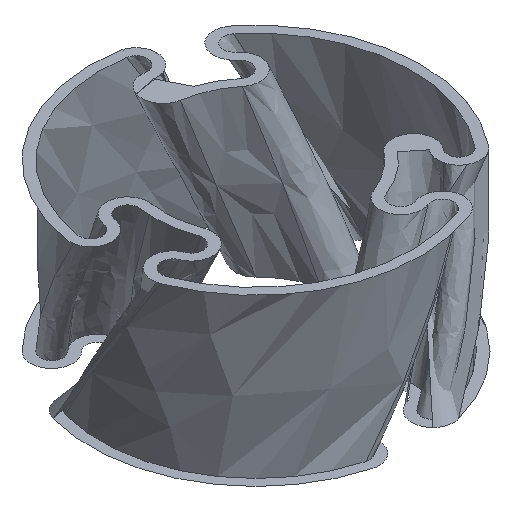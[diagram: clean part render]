
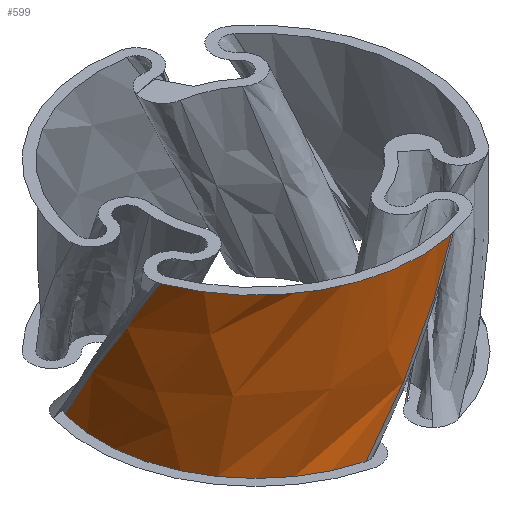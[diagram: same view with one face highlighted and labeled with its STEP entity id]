
A CAD part, isometric view. The second image highlights one B-rep face of the part: STEP entity #599.
In plain terms, the highlighted free-form (B-spline) face has degree [3, 3] with [6, 5] control points.
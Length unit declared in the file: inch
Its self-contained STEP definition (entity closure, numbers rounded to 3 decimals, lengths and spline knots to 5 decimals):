
#510=CARTESIAN_POINT('',(0.1686,-0.43922,0.5));
#511=VERTEX_POINT('',#510);
#520=CARTESIAN_POINT('',(-0.12177,-0.45444,0.0));
#521=VERTEX_POINT('',#520);
#529=CARTESIAN_POINT('',(-0.12177,-0.45444,0.0));
#530=CARTESIAN_POINT('',(-0.02659,-0.47994,0.16667));
#531=CARTESIAN_POINT('',(0.07661,-0.47454,0.33333));
#532=CARTESIAN_POINT('',(0.1686,-0.43922,0.5));
#533=B_SPLINE_CURVE_WITH_KNOTS('',3,(#529,#530,#531,#532),.UNSPECIFIED.,.F.,.U.,(4,4),(0.0,0.62832),.UNSPECIFIED.);
#534=EDGE_CURVE('',#521,#511,#533,.T.);
#539=CARTESIAN_POINT('',(-0.45444,0.12177,0.0));
#540=CARTESIAN_POINT('',(-0.48177,0.01979,0.));
#541=CARTESIAN_POINT('',(-0.46776,-0.16553,0.));
#542=CARTESIAN_POINT('',(-0.31711,-0.36878,0.));
#543=CARTESIAN_POINT('',(-0.18975,-0.43623,0.));
#544=CARTESIAN_POINT('',(-0.12177,-0.45444,0.));
#545=CARTESIAN_POINT('',(-0.46537,0.08098,0.07143));
#546=CARTESIAN_POINT('',(-0.48354,-0.0235,0.07143));
#547=CARTESIAN_POINT('',(-0.45291,-0.2075,0.07143));
#548=CARTESIAN_POINT('',(-0.284,-0.39726,0.07143));
#549=CARTESIAN_POINT('',(-0.15059,-0.45326,0.07143));
#550=CARTESIAN_POINT('',(-0.08098,-0.46537,0.07143));
#551=CARTESIAN_POINT('',(-0.478,-0.01766,0.2381));
#552=CARTESIAN_POINT('',(-0.47404,-0.12495,0.2381));
#553=CARTESIAN_POINT('',(-0.40498,-0.30079,0.2381));
#554=CARTESIAN_POINT('',(-0.19778,-0.45323,0.2381));
#555=CARTESIAN_POINT('',(-0.05385,-0.48065,0.2381));
#556=CARTESIAN_POINT('',(0.01766,-0.478,0.2381));
#557=CARTESIAN_POINT('',(-0.4594,-0.11604,0.40476));
#558=CARTESIAN_POINT('',(-0.4334,-0.21908,0.40476));
#559=CARTESIAN_POINT('',(-0.33005,-0.37523,0.40476));
#560=CARTESIAN_POINT('',(-0.09781,-0.47997,0.40476));
#561=CARTESIAN_POINT('',(0.0473,-0.47676,0.40476));
#562=CARTESIAN_POINT('',(0.11604,-0.4594,0.40476));
#563=CARTESIAN_POINT('',(-0.43922,-0.1686,0.5));
#564=CARTESIAN_POINT('',(-0.40139,-0.26716,0.5));
#565=CARTESIAN_POINT('',(-0.28113,-0.40886,0.5));
#566=CARTESIAN_POINT('',(-0.03978,-0.48474,0.5));
#567=CARTESIAN_POINT('',(0.10289,-0.46445,0.5));
#568=CARTESIAN_POINT('',(0.1686,-0.43922,0.5));
#569=B_SPLINE_SURFACE_WITH_KNOTS('',3,3,((#539,#545,#551,#557,#563),(#540,#546,#552,#558,#564),(#541,#547,#553,#559,#565),(#542,#548,#554,#560,#566),(#543,#549,#555,#561,#567),(#544,#550,#556,#562,#568)),.UNSPECIFIED.,.F.,.F.,.F.,(4,1,1,4),(4,1,4),(1.5708,2.24399,2.69279,3.14159),(0.0,0.26928,0.62832),.UNSPECIFIED.);
#570=CARTESIAN_POINT('',(-0.43922,-0.1686,0.5));
#571=VERTEX_POINT('',#570);
#572=CARTESIAN_POINT('',(0.,0.0,0.5));
#573=DIRECTION('',(0.,0.,-1.0));
#574=DIRECTION('',(-0.358,0.934,0.));
#575=AXIS2_PLACEMENT_3D('',#572,#573,#574);
#576=CIRCLE('',#575,0.47047);
#577=EDGE_CURVE('',#511,#571,#576,.T.);
#578=ORIENTED_EDGE('',*,*,#577,.F.);
#579=ORIENTED_EDGE('',*,*,#534,.F.);
#580=CARTESIAN_POINT('',(-0.45444,0.12177,0.0));
#581=VERTEX_POINT('',#580);
#582=CARTESIAN_POINT('',(0.,0.0,0.));
#583=DIRECTION('',(0.0,0.0,1.0));
#584=DIRECTION('',(0.259,0.966,0.0));
#585=AXIS2_PLACEMENT_3D('',#582,#583,#584);
#586=CIRCLE('',#585,0.47047);
#587=EDGE_CURVE('',#581,#521,#586,.T.);
#588=ORIENTED_EDGE('',*,*,#587,.F.);
#589=CARTESIAN_POINT('',(-0.45444,0.12177,0.));
#590=CARTESIAN_POINT('',(-0.46537,0.08098,0.07143));
#591=CARTESIAN_POINT('',(-0.478,-0.01766,0.2381));
#592=CARTESIAN_POINT('',(-0.4594,-0.11604,0.40476));
#593=CARTESIAN_POINT('',(-0.43922,-0.1686,0.5));
#594=B_SPLINE_CURVE_WITH_KNOTS('',3,(#589,#590,#591,#592,#593),.UNSPECIFIED.,.F.,.U.,(4,1,4),(0.0,0.26928,0.62832),.UNSPECIFIED.);
#595=EDGE_CURVE('',#581,#571,#594,.T.);
#596=ORIENTED_EDGE('',*,*,#595,.T.);
#597=EDGE_LOOP('',(#578,#579,#588,#596));
#598=FACE_OUTER_BOUND('',#597,.T.);
#599=ADVANCED_FACE('',(#598),#569,.F.);
